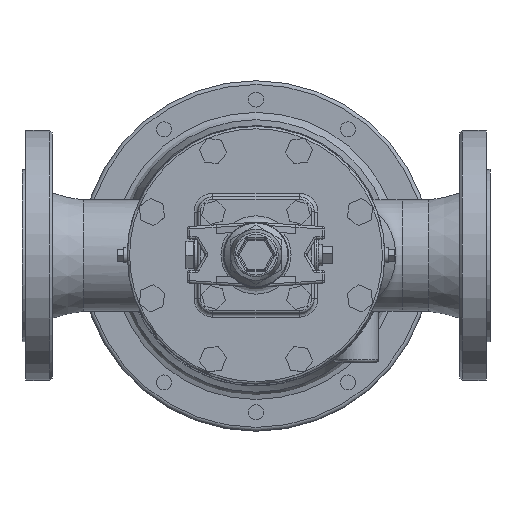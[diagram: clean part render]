
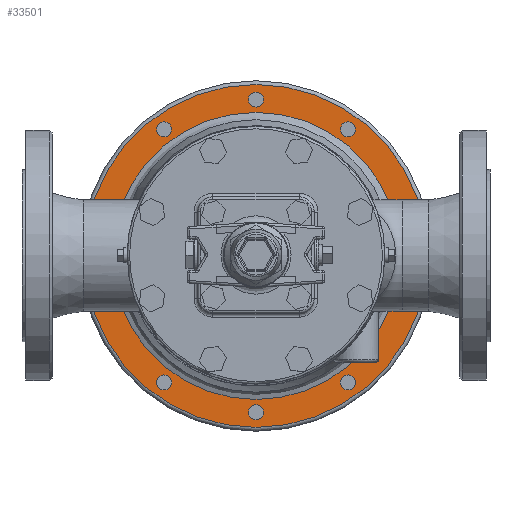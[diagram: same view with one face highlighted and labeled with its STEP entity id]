
A CAD part, top view. The second image highlights one B-rep face of the part: STEP entity #33501.
In plain terms, the highlighted planar face has unit normal (0, 0, 1).
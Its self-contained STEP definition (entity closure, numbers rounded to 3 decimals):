
#7169=CARTESIAN_POINT('',(-78.327,-97.6,-155.0));
#7170=VERTEX_POINT('',#7169);
#7171=CARTESIAN_POINT('',(-73.473,-101.127,-155.0));
#7172=DIRECTION('',(0.0,0.0,-1.0));
#7173=DIRECTION('',(0.809,-0.588,0.0));
#7174=AXIS2_PLACEMENT_3D('',#7171,#7172,#7173);
#7175=CIRCLE('',#7174,6.);
#7176=EDGE_CURVE('',#7170,#7170,#7175,.T.);
#7234=CARTESIAN_POINT('',(-120.736,-32.921,-155.0));
#7235=VERTEX_POINT('',#7234);
#7236=CARTESIAN_POINT('',(-118.882,-38.627,-155.0));
#7237=DIRECTION('',(0.0,0.0,-1.0));
#7238=DIRECTION('',(0.309,-0.951,0.0));
#7239=AXIS2_PLACEMENT_3D('',#7236,#7237,#7238);
#7240=CIRCLE('',#7239,6.);
#7241=EDGE_CURVE('',#7235,#7235,#7240,.T.);
#7299=CARTESIAN_POINT('',(-117.028,44.333,-155.0));
#7300=VERTEX_POINT('',#7299);
#7301=CARTESIAN_POINT('',(-118.882,38.627,-155.0));
#7302=DIRECTION('',(0.0,0.0,-1.));
#7303=DIRECTION('',(-0.309,-0.951,0.0));
#7304=AXIS2_PLACEMENT_3D('',#7301,#7302,#7303);
#7305=CIRCLE('',#7304,6.);
#7306=EDGE_CURVE('',#7300,#7300,#7305,.T.);
#7364=CARTESIAN_POINT('',(-68.619,104.654,-155.0));
#7365=VERTEX_POINT('',#7364);
#7366=CARTESIAN_POINT('',(-73.473,101.127,-155.0));
#7367=DIRECTION('',(0.0,0.0,-1.));
#7368=DIRECTION('',(-0.809,-0.588,0.0));
#7369=AXIS2_PLACEMENT_3D('',#7366,#7367,#7368);
#7370=CIRCLE('',#7369,6.0);
#7371=EDGE_CURVE('',#7365,#7365,#7370,.T.);
#7429=CARTESIAN_POINT('',(6.,125.0,-155.0));
#7430=VERTEX_POINT('',#7429);
#7431=CARTESIAN_POINT('',(0.,125.0,-155.0));
#7432=DIRECTION('',(0.0,0.0,-1.0));
#7433=DIRECTION('',(-1.0,0.0,0.0));
#7434=AXIS2_PLACEMENT_3D('',#7431,#7432,#7433);
#7435=CIRCLE('',#7434,6.);
#7436=EDGE_CURVE('',#7430,#7430,#7435,.T.);
#7494=CARTESIAN_POINT('',(78.327,97.6,-155.0));
#7495=VERTEX_POINT('',#7494);
#7496=CARTESIAN_POINT('',(73.473,101.127,-155.0));
#7497=DIRECTION('',(0.0,0.0,-1.));
#7498=DIRECTION('',(-0.809,0.588,0.0));
#7499=AXIS2_PLACEMENT_3D('',#7496,#7497,#7498);
#7500=CIRCLE('',#7499,6.);
#7501=EDGE_CURVE('',#7495,#7495,#7500,.T.);
#7559=CARTESIAN_POINT('',(120.736,32.921,-155.0));
#7560=VERTEX_POINT('',#7559);
#7561=CARTESIAN_POINT('',(118.882,38.627,-155.0));
#7562=DIRECTION('',(0.0,0.0,-1.));
#7563=DIRECTION('',(-0.309,0.951,0.0));
#7564=AXIS2_PLACEMENT_3D('',#7561,#7562,#7563);
#7565=CIRCLE('',#7564,6.0);
#7566=EDGE_CURVE('',#7560,#7560,#7565,.T.);
#7624=CARTESIAN_POINT('',(117.028,-44.333,-155.0));
#7625=VERTEX_POINT('',#7624);
#7626=CARTESIAN_POINT('',(118.882,-38.627,-155.0));
#7627=DIRECTION('',(0.0,0.0,-1.));
#7628=DIRECTION('',(0.309,0.951,0.0));
#7629=AXIS2_PLACEMENT_3D('',#7626,#7627,#7628);
#7630=CIRCLE('',#7629,6.);
#7631=EDGE_CURVE('',#7625,#7625,#7630,.T.);
#7689=CARTESIAN_POINT('',(68.619,-104.654,-155.0));
#7690=VERTEX_POINT('',#7689);
#7691=CARTESIAN_POINT('',(73.473,-101.127,-155.0));
#7692=DIRECTION('',(0.0,0.0,-1.0));
#7693=DIRECTION('',(0.809,0.588,0.0));
#7694=AXIS2_PLACEMENT_3D('',#7691,#7692,#7693);
#7695=CIRCLE('',#7694,6.);
#7696=EDGE_CURVE('',#7690,#7690,#7695,.T.);
#7754=CARTESIAN_POINT('',(-6.,-125.0,-155.0));
#7755=VERTEX_POINT('',#7754);
#7756=CARTESIAN_POINT('',(0.,-125.0,-155.0));
#7757=DIRECTION('',(0.0,0.0,-1.0));
#7758=DIRECTION('',(1.0,0.0,0.0));
#7759=AXIS2_PLACEMENT_3D('',#7756,#7757,#7758);
#7760=CIRCLE('',#7759,6.);
#7761=EDGE_CURVE('',#7755,#7755,#7760,.T.);
#33440=CARTESIAN_POINT('',(114.73,0.,-155.0));
#33441=VERTEX_POINT('',#33440);
#33442=CARTESIAN_POINT('',(0.0,0.0,-155.0));
#33443=DIRECTION('',(0.0,0.0,1.0));
#33444=DIRECTION('',(-1.0,0.0,0.0));
#33445=AXIS2_PLACEMENT_3D('',#33442,#33443,#33444);
#33446=CIRCLE('',#33445,114.73);
#33447=EDGE_CURVE('',#33441,#33441,#33446,.T.);
#33452=CARTESIAN_POINT('',(0.0,0.0,-155.0));
#33453=DIRECTION('',(0.0,0.0,-1.0));
#33454=DIRECTION('',(-1.0,0.0,0.0));
#33455=AXIS2_PLACEMENT_3D('',#33452,#33453,#33454);
#33456=PLANE('',#33455);
#33457=CARTESIAN_POINT('',(137.0,0.,-155.0));
#33458=VERTEX_POINT('',#33457);
#33459=CARTESIAN_POINT('',(0.0,0.0,-155.0));
#33460=DIRECTION('',(0.0,0.0,-1.0));
#33461=DIRECTION('',(-1.0,0.0,0.0));
#33462=AXIS2_PLACEMENT_3D('',#33459,#33460,#33461);
#33463=CIRCLE('',#33462,137.0);
#33464=EDGE_CURVE('',#33458,#33458,#33463,.T.);
#33465=ORIENTED_EDGE('',*,*,#33464,.F.);
#33466=EDGE_LOOP('',(#33465));
#33467=FACE_OUTER_BOUND('',#33466,.T.);
#33468=ORIENTED_EDGE('',*,*,#7176,.T.);
#33469=EDGE_LOOP('',(#33468));
#33470=FACE_BOUND('',#33469,.T.);
#33471=ORIENTED_EDGE('',*,*,#7241,.T.);
#33472=EDGE_LOOP('',(#33471));
#33473=FACE_BOUND('',#33472,.T.);
#33474=ORIENTED_EDGE('',*,*,#7306,.T.);
#33475=EDGE_LOOP('',(#33474));
#33476=FACE_BOUND('',#33475,.T.);
#33477=ORIENTED_EDGE('',*,*,#7371,.T.);
#33478=EDGE_LOOP('',(#33477));
#33479=FACE_BOUND('',#33478,.T.);
#33480=ORIENTED_EDGE('',*,*,#7436,.T.);
#33481=EDGE_LOOP('',(#33480));
#33482=FACE_BOUND('',#33481,.T.);
#33483=ORIENTED_EDGE('',*,*,#7501,.T.);
#33484=EDGE_LOOP('',(#33483));
#33485=FACE_BOUND('',#33484,.T.);
#33486=ORIENTED_EDGE('',*,*,#7566,.T.);
#33487=EDGE_LOOP('',(#33486));
#33488=FACE_BOUND('',#33487,.T.);
#33489=ORIENTED_EDGE('',*,*,#7631,.T.);
#33490=EDGE_LOOP('',(#33489));
#33491=FACE_BOUND('',#33490,.T.);
#33492=ORIENTED_EDGE('',*,*,#7696,.T.);
#33493=EDGE_LOOP('',(#33492));
#33494=FACE_BOUND('',#33493,.T.);
#33495=ORIENTED_EDGE('',*,*,#7761,.T.);
#33496=EDGE_LOOP('',(#33495));
#33497=FACE_BOUND('',#33496,.T.);
#33498=ORIENTED_EDGE('',*,*,#33447,.F.);
#33499=EDGE_LOOP('',(#33498));
#33500=FACE_BOUND('',#33499,.T.);
#33501=ADVANCED_FACE('',(#33467,#33470,#33473,#33476,#33479,#33482,#33485,#33488,#33491,#33494,#33497,#33500),#33456,.F.);
